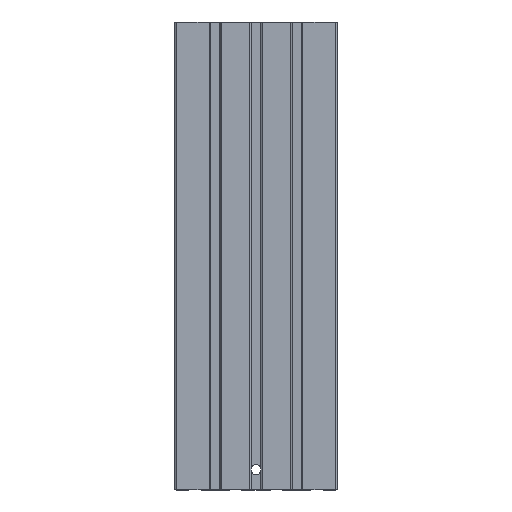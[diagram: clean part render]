
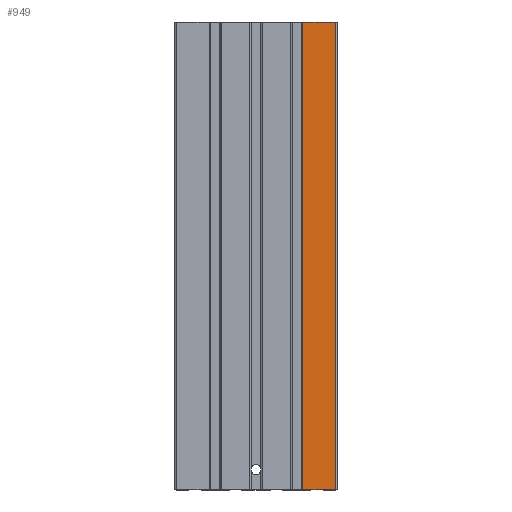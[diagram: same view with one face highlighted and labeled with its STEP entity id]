
A CAD part, top view. The second image highlights one B-rep face of the part: STEP entity #949.
In plain terms, the highlighted planar face has unit normal (0, 0, 1).
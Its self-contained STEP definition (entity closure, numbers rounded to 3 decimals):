
#258 = CARTESIAN_POINT ( 'NONE',  ( 0., 0., 0. ) ) ;
#496 = VERTEX_POINT ( 'NONE', #1362 ) ;
#578 = DIRECTION ( 'NONE',  ( -1., 0., 0. ) ) ;
#584 = DIRECTION ( 'NONE',  ( 0., -1., 0. ) ) ;
#763 = CARTESIAN_POINT ( 'NONE',  ( 79., 0., 0. ) ) ;
#917 = CARTESIAN_POINT ( 'NONE',  ( 0., 230., 0. ) ) ;
#949 = ADVANCED_FACE ( 'NONE', ( #1276 ), #3819, .F. ) ;
#972 = AXIS2_PLACEMENT_3D ( 'NONE', #3849, #4170, #578 ) ;
#1095 = CARTESIAN_POINT ( 'NONE',  ( 63., 230., 0. ) ) ;
#1276 = FACE_OUTER_BOUND ( 'NONE', #4543, .T. ) ;
#1362 = CARTESIAN_POINT ( 'NONE',  ( 63., 0., 0. ) ) ;
#1548 = CARTESIAN_POINT ( 'NONE',  ( 63., 230., 0. ) ) ;
#1801 = LINE ( 'NONE', #3919, #4498 ) ;
#2020 = VERTEX_POINT ( 'NONE', #1548 ) ;
#2039 = LINE ( 'NONE', #917, #2951 ) ;
#2066 = VERTEX_POINT ( 'NONE', #3247 ) ;
#2736 = VECTOR ( 'NONE', #584, 1000. ) ;
#2756 = LINE ( 'NONE', #258, #4405 ) ;
#2925 = DIRECTION ( 'NONE',  ( 1., 0., 0. ) ) ;
#2951 = VECTOR ( 'NONE', #2925, 1000. ) ;
#2985 = DIRECTION ( 'NONE',  ( 0., 1., 0. ) ) ;
#3246 = EDGE_CURVE ( 'NONE', #2020, #496, #4726, .T. ) ;
#3247 = CARTESIAN_POINT ( 'NONE',  ( 79., 230., 0. ) ) ;
#3425 = ORIENTED_EDGE ( 'NONE', *, *, #3246, .T. ) ;
#3578 = ORIENTED_EDGE ( 'NONE', *, *, #4429, .T. ) ;
#3819 = PLANE ( 'NONE',  #972 ) ;
#3849 = CARTESIAN_POINT ( 'NONE',  ( 0., 230., 0. ) ) ;
#3919 = CARTESIAN_POINT ( 'NONE',  ( 79., 230., 0. ) ) ;
#4170 = DIRECTION ( 'NONE',  ( 0., 0., -1. ) ) ;
#4343 = EDGE_CURVE ( 'NONE', #2020, #2066, #2039, .T. ) ;
#4405 = VECTOR ( 'NONE', #5156, 1000. ) ;
#4429 = EDGE_CURVE ( 'NONE', #4984, #2066, #1801, .T. ) ;
#4498 = VECTOR ( 'NONE', #2985, 1000. ) ;
#4543 = EDGE_LOOP ( 'NONE', ( #4843, #3578, #5197, #3425 ) ) ;
#4573 = EDGE_CURVE ( 'NONE', #496, #4984, #2756, .T. ) ;
#4726 = LINE ( 'NONE', #1095, #2736 ) ;
#4843 = ORIENTED_EDGE ( 'NONE', *, *, #4573, .T. ) ;
#4984 = VERTEX_POINT ( 'NONE', #763 ) ;
#5156 = DIRECTION ( 'NONE',  ( 1., 0., 0. ) ) ;
#5197 = ORIENTED_EDGE ( 'NONE', *, *, #4343, .F. ) ;
